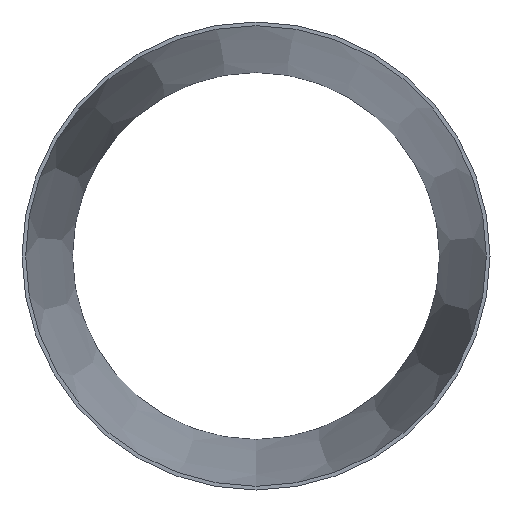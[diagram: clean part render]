
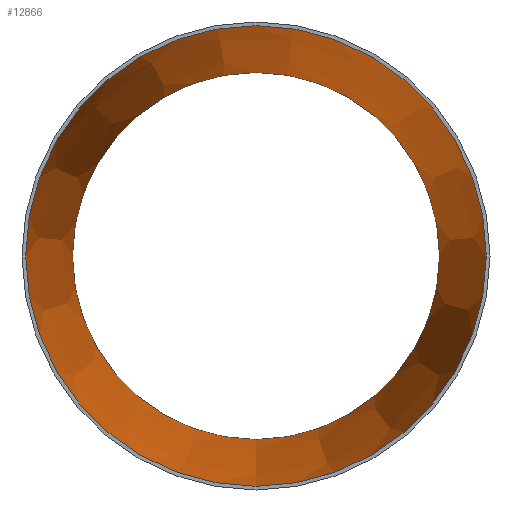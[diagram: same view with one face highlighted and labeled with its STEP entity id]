
A CAD part, front view. The second image highlights one B-rep face of the part: STEP entity #12866.
In plain terms, the highlighted conical face has half-angle 5.711 degrees and reference radius 249.98 mm.
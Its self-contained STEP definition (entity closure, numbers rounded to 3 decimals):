
#984 = CARTESIAN_POINT ( 'NONE',  ( 0., 508., 0. ) ) ;
#4862 = VERTEX_POINT ( 'NONE', #39757 ) ;
#10738 = CIRCLE ( 'NONE', #20944, 249.98 ) ;
#12866 = ADVANCED_FACE ( 'NONE', ( #20113, #37221 ), #30556, .F. ) ;
#15594 = DIRECTION ( 'NONE',  ( 0., -1., 0. ) ) ;
#16580 = AXIS2_PLACEMENT_3D ( 'NONE', #984, #15594, #32692 ) ;
#20113 = FACE_BOUND ( 'NONE', #38028, .T. ) ;
#20944 = AXIS2_PLACEMENT_3D ( 'NONE', #38624, #45012, #34739 ) ;
#29282 = VERTEX_POINT ( 'NONE', #36117 ) ;
#30556 = CONICAL_SURFACE ( 'NONE', #44405, 249.98, 0.1 ) ;
#32692 = DIRECTION ( 'NONE',  ( 0., 0., -1. ) ) ;
#34003 = CARTESIAN_POINT ( 'NONE',  ( 0., 0., 0. ) ) ;
#34739 = DIRECTION ( 'NONE',  ( 0., 0., -1. ) ) ;
#36117 = CARTESIAN_POINT ( 'NONE',  ( 0., 0., -249.98 ) ) ;
#36142 = ORIENTED_EDGE ( 'NONE', *, *, #44390, .T. ) ;
#36252 = CIRCLE ( 'NONE', #16580, 199.18 ) ;
#37221 = FACE_OUTER_BOUND ( 'NONE', #44881, .T. ) ;
#38028 = EDGE_LOOP ( 'NONE', ( #44772 ) ) ;
#38624 = CARTESIAN_POINT ( 'NONE',  ( 0., 0., 0. ) ) ;
#39757 = CARTESIAN_POINT ( 'NONE',  ( 0., 508., -199.18 ) ) ;
#40626 = DIRECTION ( 'NONE',  ( 0., -1., 0. ) ) ;
#44390 = EDGE_CURVE ( 'NONE', #29282, #29282, #10738, .T. ) ;
#44405 = AXIS2_PLACEMENT_3D ( 'NONE', #34003, #40626, #44957 ) ;
#44772 = ORIENTED_EDGE ( 'NONE', *, *, #44946, .F. ) ;
#44881 = EDGE_LOOP ( 'NONE', ( #36142 ) ) ;
#44946 = EDGE_CURVE ( 'NONE', #4862, #4862, #36252, .T. ) ;
#44957 = DIRECTION ( 'NONE',  ( 0., 0., -1. ) ) ;
#45012 = DIRECTION ( 'NONE',  ( 0., -1., 0. ) ) ;
